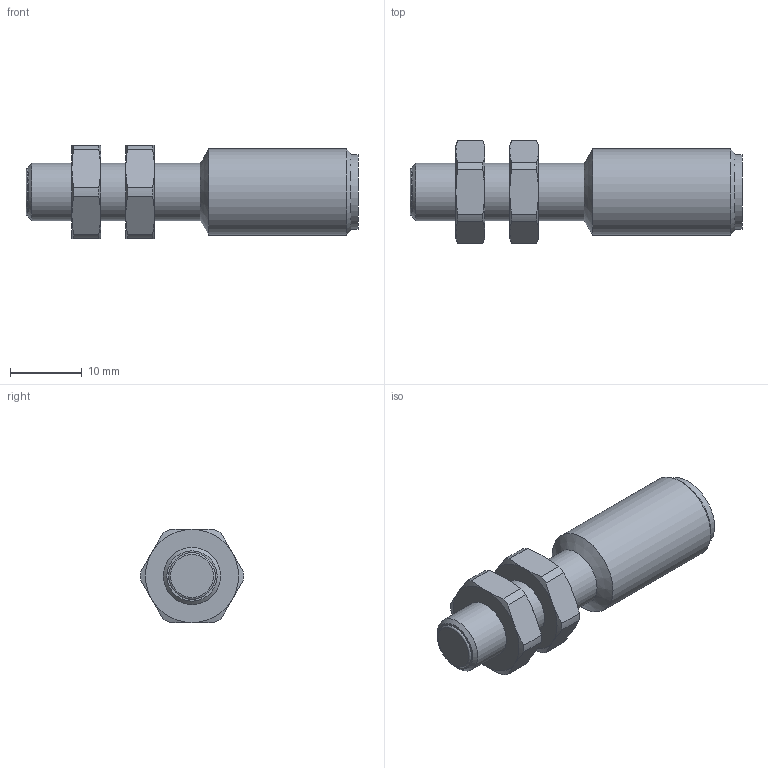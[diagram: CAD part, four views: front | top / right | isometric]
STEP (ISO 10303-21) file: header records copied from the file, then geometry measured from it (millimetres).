
FILE_DESCRIPTION((''),'2;1');
FILE_NAME('KJ_M8EB45_V2.stp','2015-02-18T07:42:12',('henry.ebert'),(''),'Autodesk Inventor 2012','Autodesk Inventor 2012','');
FILE_SCHEMA(('AUTOMOTIVE_DESIGN { 1 0 10303 214 1 1 1 1 }'));
Length unit declared in the file: millimetre
Products named in the file (1): KJ_M8EB45_V2_Konturvereinfachung_1
Bounding box: 46.3 x 14.39 x 13 mm (x, y, z)
Volume: 4383.6 mm3; surface area: 2117 mm2
Topology: 1 solids, 1 shells, 66 faces, 147 edges, 89 vertices
Faces by surface type: cone 27, plane 20, cylinder 18, torus 1
Full cylindrical faces by diameter (mm): 6.5 x1, 8 x3, 10.4 x1, 12 x1
Entity records: 1808 total; most frequent: CARTESIAN_POINT 385, DIRECTION 284, ORIENTED_EDGE 270, EDGE_CURVE 135, AXIS2_PLACEMENT_3D 130, VERTEX_POINT 87, EDGE_LOOP 82, STYLED_ITEM 67
